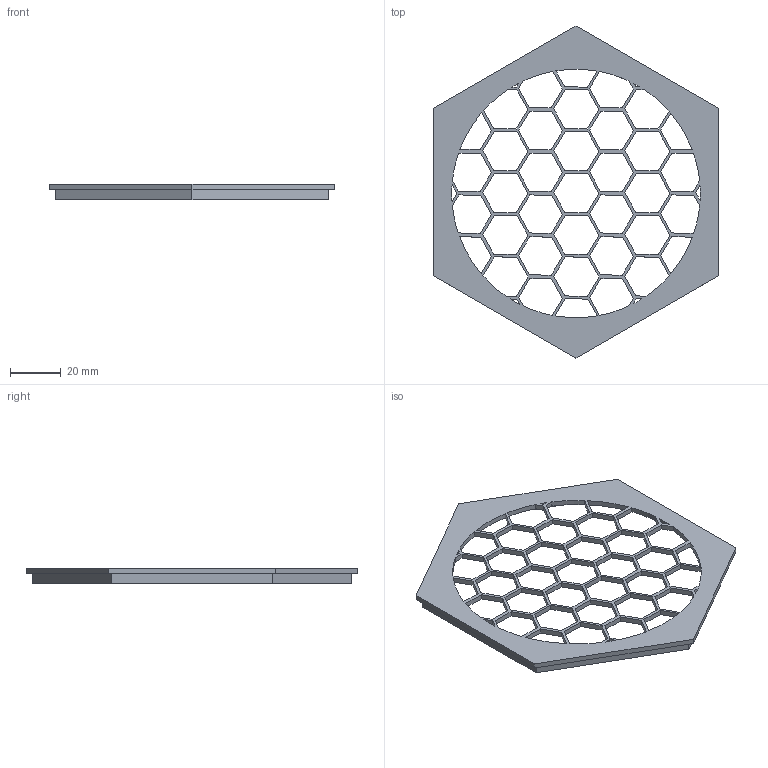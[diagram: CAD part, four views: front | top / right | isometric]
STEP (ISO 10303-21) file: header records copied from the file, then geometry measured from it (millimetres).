
FILE_DESCRIPTION (( 'STEP AP203' ), '1' );
FILE_NAME ('Catridge-Top-Lid.STEP', '2021-07-02T12:16:18', ( '' ), ( '' ), 'SwSTEP 2.0', 'SolidWorks 2019', '' );
FILE_SCHEMA (( 'CONFIG_CONTROL_DESIGN' ));
Length unit declared in the file: millimetre
Products named in the file (1): Catridge-Top-Lid
Bounding box: 112.4 x 130.94 x 6 mm (x, y, z)
Volume: 10463 mm3; surface area: 16565.4 mm2
Topology: 1 solids, 1 shells, 253 faces, 747 edges, 498 vertices
Faces by surface type: plane 228, cylinder 25
Entity records: 8560 total; most frequent: CARTESIAN_POINT 1499, ORIENTED_EDGE 1494, DIRECTION 1305, EDGE_CURVE 747, VECTOR 697, LINE 697, VERTEX_POINT 498, EDGE_LOOP 341
